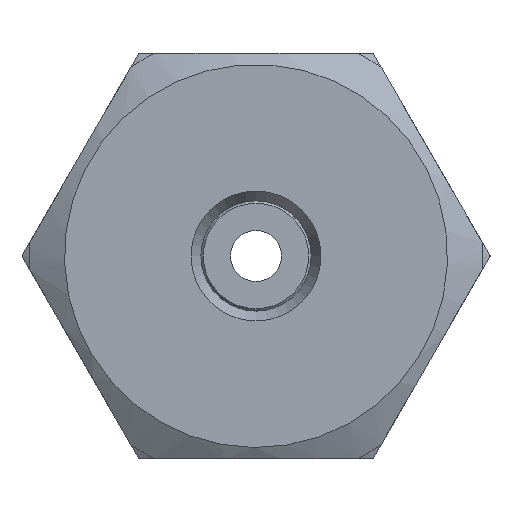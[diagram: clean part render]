
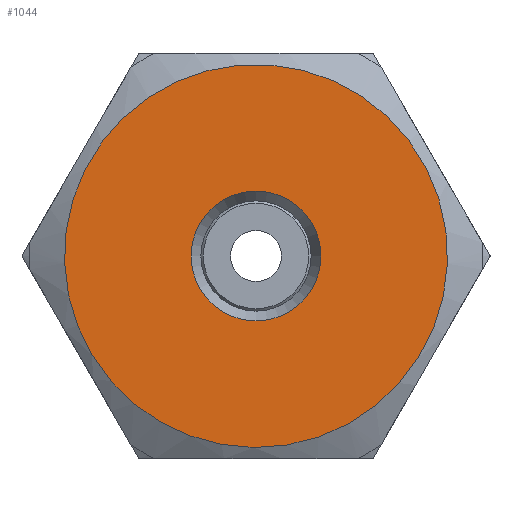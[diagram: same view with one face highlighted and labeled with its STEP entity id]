
A CAD part, left-side view. The second image highlights one B-rep face of the part: STEP entity #1044.
In plain terms, the highlighted planar face has unit normal (-1, 0, 0).
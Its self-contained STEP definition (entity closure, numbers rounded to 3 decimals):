
#882=CARTESIAN_POINT('',(-11.745,-7.59,-3.837));
#883=VERTEX_POINT('',#882);
#884=CARTESIAN_POINT('',(-11.745,-7.082,-4.717));
#885=DIRECTION('',(1.0,0.,0.));
#886=DIRECTION('',(0.,-0.5,0.866));
#887=AXIS2_PLACEMENT_3D('',#884,#885,#886);
#888=CIRCLE('',#887,1.016);
#889=EDGE_CURVE('',#883,#883,#888,.T.);
#1021=CARTESIAN_POINT('',(-11.745,-5.582,-7.315));
#1022=VERTEX_POINT('',#1021);
#1023=CARTESIAN_POINT('',(-11.745,-7.082,-4.717));
#1024=DIRECTION('',(1.0,0.,0.));
#1025=DIRECTION('',(0.,-0.5,0.866));
#1026=AXIS2_PLACEMENT_3D('',#1023,#1024,#1025);
#1027=CIRCLE('',#1026,3.0);
#1028=EDGE_CURVE('',#1022,#1022,#1027,.T.);
#1033=CARTESIAN_POINT('',(-11.745,-6.195,-6.254));
#1034=DIRECTION('',(-1.0,0.0,0.0));
#1035=DIRECTION('',(0.0,0.866,0.5));
#1036=AXIS2_PLACEMENT_3D('',#1033,#1034,#1035);
#1037=PLANE('',#1036);
#1038=ORIENTED_EDGE('',*,*,#1028,.F.);
#1039=EDGE_LOOP('',(#1038));
#1040=FACE_OUTER_BOUND('',#1039,.T.);
#1041=ORIENTED_EDGE('',*,*,#889,.T.);
#1042=EDGE_LOOP('',(#1041));
#1043=FACE_BOUND('',#1042,.T.);
#1044=ADVANCED_FACE('',(#1040,#1043),#1037,.T.);
